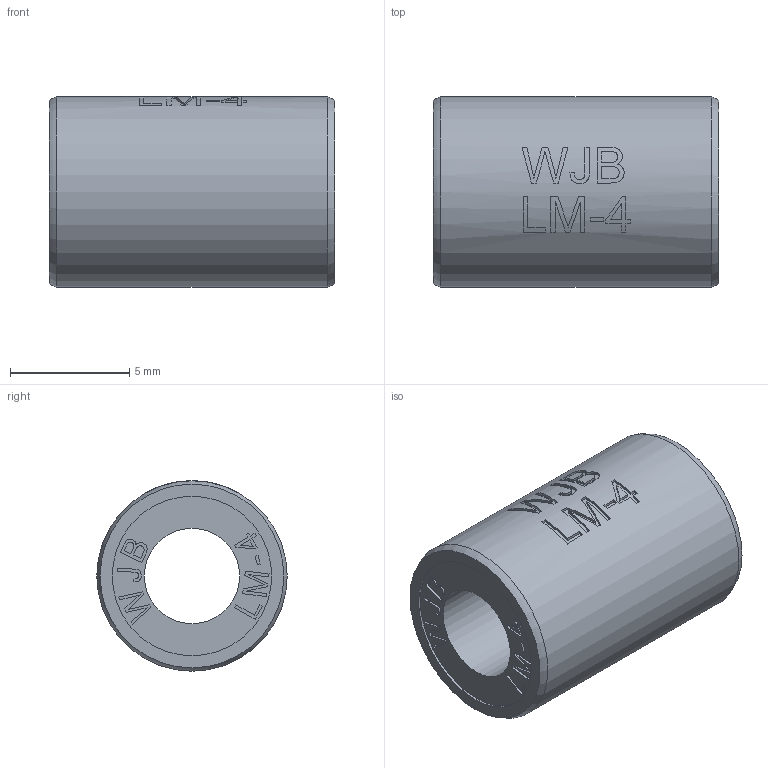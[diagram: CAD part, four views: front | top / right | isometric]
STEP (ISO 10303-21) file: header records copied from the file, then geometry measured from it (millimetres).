
FILE_DESCRIPTION(/* description */ (''),/* implementation_level */ '2;1');
FILE_NAME(/* name */ 'WJB-LM-4.stp',/* time_stamp */ '2019-01-27T11:33:47+08:00',/* author */ (''),/* organization */ (''),/* preprocessor_version */ 'ST-DEVELOPER v11',/* originating_system */ 'SIEMENS UGS NX 6.0',/* authorisation */ '');
FILE_SCHEMA (('AUTOMOTIVE_DESIGN { 1 0 10303 214 1 1 1 1 }'));
Length unit declared in the file: millimetre
Products named in the file (1): ROCKE321z006
Bounding box: 12 x 8 x 8 mm (x, y, z)
Volume: 445.9 mm3; surface area: 536 mm2
Topology: 1 solids, 1 shells, 238 faces, 610 edges, 406 vertices
Faces by surface type: plane 168, extrusion 54, cylinder 14, torus 2
Full cylindrical faces by diameter (mm): 4 x1, 6.7 x2, 8 x1
Entity records: 8475 total; most frequent: CARTESIAN_POINT 3016, ORIENTED_EDGE 1208, DIRECTION 884, EDGE_CURVE 604, VERTEX_POINT 406, VECTOR 394, LINE 340, EDGE_LOOP 278
